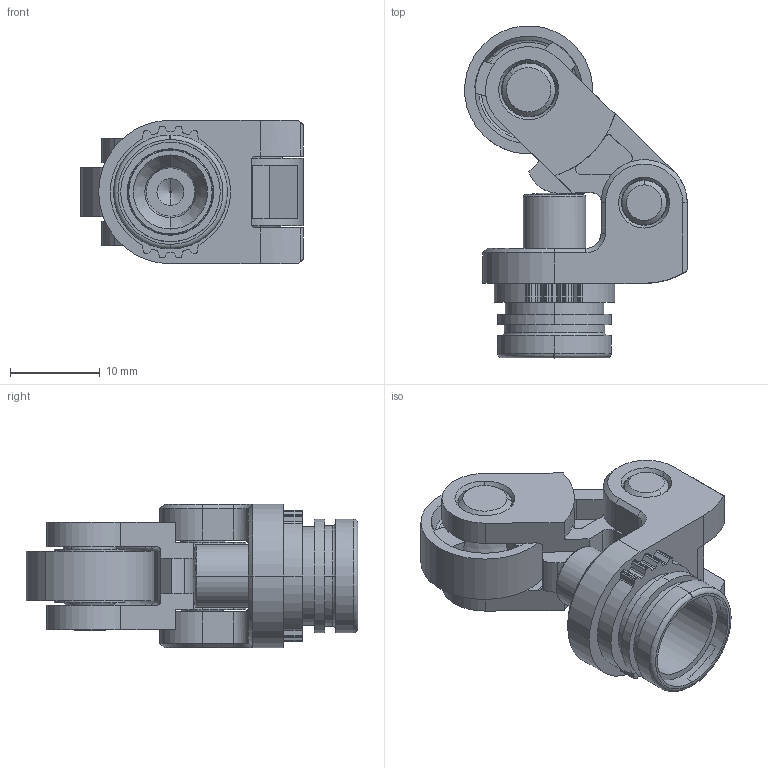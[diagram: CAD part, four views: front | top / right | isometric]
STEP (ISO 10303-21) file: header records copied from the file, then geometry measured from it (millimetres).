
FILE_DESCRIPTION(('STEP AP242'),'1');
FILE_NAME('switch_zce21.stp','2020-07-29T09:15:31',('TraceParts'),('TraceParts S.A.'),'Spatial InterOp 3D',' ',' ');
FILE_SCHEMA(('AP242_MANAGED_MODEL_BASED_3D_ENGINEERING_MIM_LF {1 0 10303 442 1 1 4}'));
Length unit declared in the file: millimetre
Products named in the file (1): switch_zce21_1
Bounding box: 24.79 x 36.99 x 16 mm (x, y, z)
Volume: 4614.2 mm3; surface area: 5668.6 mm2
Topology: 9 solids, 9 shells, 412 faces, 1065 edges, 667 vertices
Faces by surface type: cylinder 177, plane 105, cone 58, torus 50, bspline 20, sphere 2
Entity records: 13115 total; most frequent: CARTESIAN_POINT 2787, DIRECTION 2338, ORIENTED_EDGE 2082, EDGE_CURVE 1041, AXIS2_PLACEMENT_3D 956, VERTEX_POINT 667, CIRCLE 555, EDGE_LOOP 452
